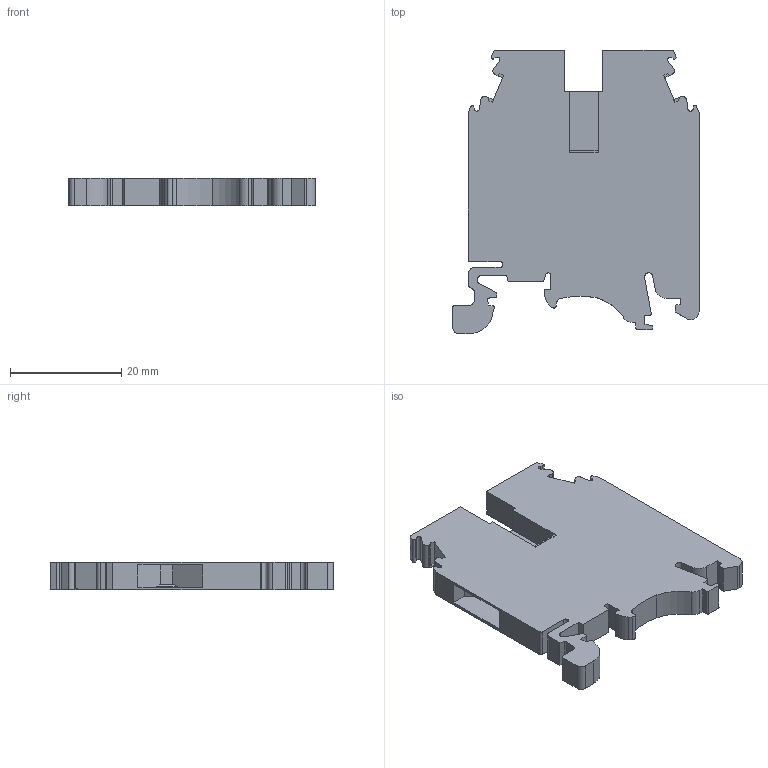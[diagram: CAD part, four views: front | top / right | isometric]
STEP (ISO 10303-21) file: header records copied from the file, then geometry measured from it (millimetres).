
FILE_DESCRIPTION(/* description */ ('Unknown'),/* implementation_level */ '2;1');
FILE_NAME(/* name */ 'KUT2.5_3D_SOILD',/* time_stamp */ '2024-12-04T16:00:49+06:00',/* author */ ('Unknown'),/* organization */ ('Unknown'),/* preprocessor_version */ 'ST-DEVELOPER v16.7',/* originating_system */ 'Solid Edge',/* authorisation */ 'Unknown');
FILE_SCHEMA (('AUTOMOTIVE_DESIGN {1 0 10303 214 3 1 1}'));
Length unit declared in the file: millimetre
Products named in the file (1): KUT2.5_3D_SOILD
Bounding box: 44.25 x 50.85 x 5 mm (x, y, z)
Volume: 7702.6 mm3; surface area: 5555.5 mm2
Topology: 1 solids, 1 shells, 186 faces, 515 edges, 342 vertices
Faces by surface type: plane 119, cylinder 53, torus 12, cone 2
Full cylindrical faces by diameter (mm): 2.113 x1, 2.6 x2, 2.8 x2, 3.65 x2, 3.8 x2
Entity records: 7110 total; most frequent: CARTESIAN_POINT 1057, ORIENTED_EDGE 976, DIRECTION 972, EDGE_CURVE 488, LINE 346, VECTOR 346, VERTEX_POINT 334, AXIS2_PLACEMENT_3D 313
